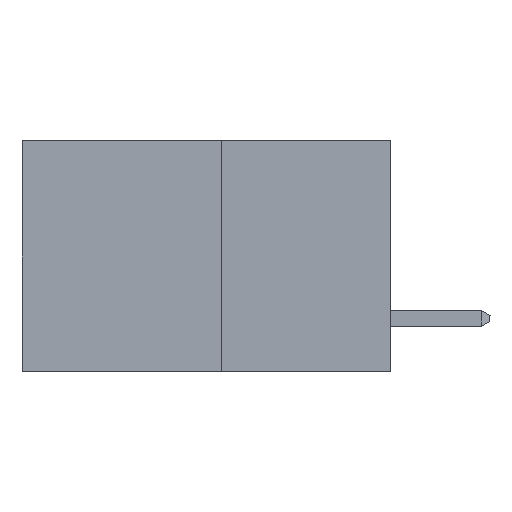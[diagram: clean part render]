
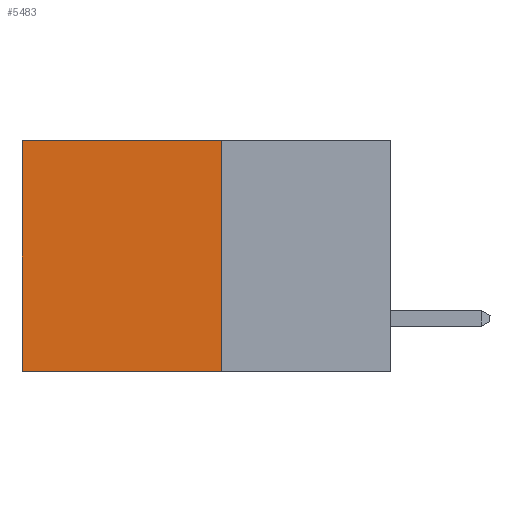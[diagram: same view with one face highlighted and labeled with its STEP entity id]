
A CAD part, left-side view. The second image highlights one B-rep face of the part: STEP entity #5483.
In plain terms, the highlighted planar face has unit normal (-1, 0, 0).
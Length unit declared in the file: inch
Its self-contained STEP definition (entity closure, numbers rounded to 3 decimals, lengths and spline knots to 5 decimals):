
#470 = CARTESIAN_POINT ( 'NONE',  ( 0.277, 0.27, -0.37 ) ) ;
#1421 = DIRECTION ( 'NONE',  ( 0., 0., -1. ) ) ;
#2028 = AXIS2_PLACEMENT_3D ( 'NONE', #8992, #9707, #5101 ) ;
#2661 = VERTEX_POINT ( 'NONE', #5506 ) ;
#2847 = EDGE_CURVE ( 'NONE', #5321, #3115, #9972, .T. ) ;
#3115 = VERTEX_POINT ( 'NONE', #3533 ) ;
#3206 = CARTESIAN_POINT ( 'NONE',  ( 0.277, 0.27, -0.37 ) ) ;
#3375 = EDGE_CURVE ( 'NONE', #2661, #5321, #5926, .T. ) ;
#3388 = DIRECTION ( 'NONE',  ( 0., 0., -1. ) ) ;
#3453 = CARTESIAN_POINT ( 'NONE',  ( 0.277, 0.27, 0. ) ) ;
#3507 = PLANE ( 'NONE',  #2028 ) ;
#3533 = CARTESIAN_POINT ( 'NONE',  ( 0.277, 0.59, -0.37 ) ) ;
#3548 = DIRECTION ( 'NONE',  ( 0., 1., 0. ) ) ;
#3653 = CARTESIAN_POINT ( 'NONE',  ( 0.277, 0.27, -0.37 ) ) ;
#3780 = VECTOR ( 'NONE', #3548, 39.37008 ) ;
#4203 = LINE ( 'NONE', #6477, #6383 ) ;
#5101 = DIRECTION ( 'NONE',  ( 0., 0., -1. ) ) ;
#5321 = VERTEX_POINT ( 'NONE', #470 ) ;
#5483 = ADVANCED_FACE ( 'NONE', ( #5899 ), #3507, .F. ) ;
#5506 = CARTESIAN_POINT ( 'NONE',  ( 0.277, 0.27, 0. ) ) ;
#5672 = VECTOR ( 'NONE', #3388, 39.37008 ) ;
#5899 = FACE_OUTER_BOUND ( 'NONE', #8981, .T. ) ;
#5926 = LINE ( 'NONE', #3653, #5672 ) ;
#6114 = LINE ( 'NONE', #3453, #10099 ) ;
#6115 = EDGE_CURVE ( 'NONE', #8299, #3115, #4203, .T. ) ;
#6383 = VECTOR ( 'NONE', #1421, 39.37008 ) ;
#6477 = CARTESIAN_POINT ( 'NONE',  ( 0.277, 0.59, -0.37 ) ) ;
#6609 = ORIENTED_EDGE ( 'NONE', *, *, #3375, .F. ) ;
#8193 = ORIENTED_EDGE ( 'NONE', *, *, #2847, .F. ) ;
#8299 = VERTEX_POINT ( 'NONE', #9912 ) ;
#8950 = DIRECTION ( 'NONE',  ( 0., 1., 0. ) ) ;
#8981 = EDGE_LOOP ( 'NONE', ( #10096, #8193, #6609, #9531 ) ) ;
#8992 = CARTESIAN_POINT ( 'NONE',  ( 0.277, 0.27, -0.37 ) ) ;
#9531 = ORIENTED_EDGE ( 'NONE', *, *, #10085, .T. ) ;
#9707 = DIRECTION ( 'NONE',  ( 1., 0., 0. ) ) ;
#9912 = CARTESIAN_POINT ( 'NONE',  ( 0.277, 0.59, 0. ) ) ;
#9972 = LINE ( 'NONE', #3206, #3780 ) ;
#10085 = EDGE_CURVE ( 'NONE', #2661, #8299, #6114, .T. ) ;
#10096 = ORIENTED_EDGE ( 'NONE', *, *, #6115, .T. ) ;
#10099 = VECTOR ( 'NONE', #8950, 39.37008 ) ;
